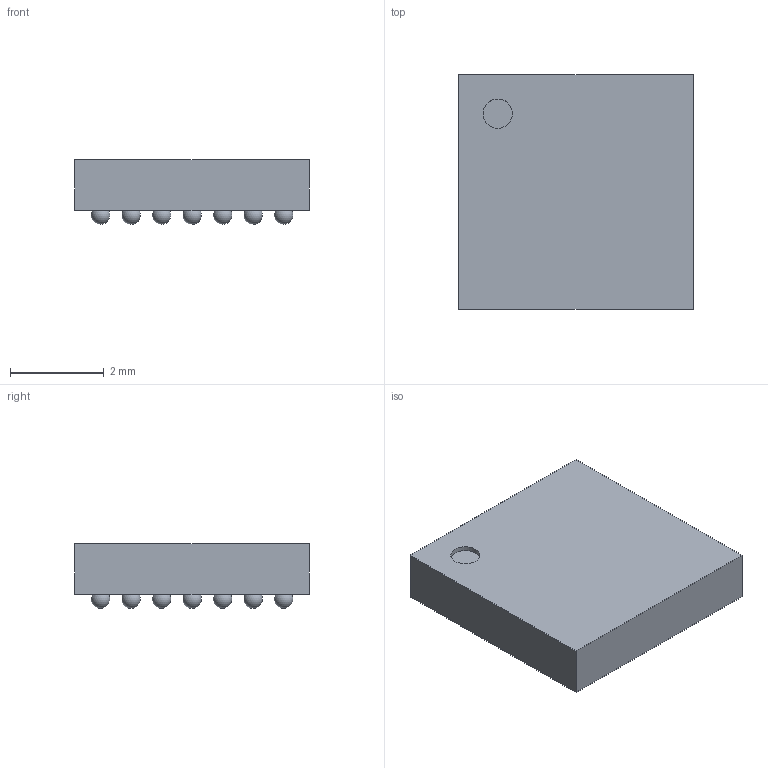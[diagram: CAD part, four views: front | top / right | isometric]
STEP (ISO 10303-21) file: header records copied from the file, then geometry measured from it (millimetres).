
FILE_DESCRIPTION(('Open CASCADE Model'),'2;1');
FILE_NAME('Open CASCADE Shape Model','2024-04-10T06:42:38',('Author'),( 'Open CASCADE'),'Open CASCADE STEP processor 7.5','Open CASCADE 7.5' ,'Unknown');
FILE_SCHEMA(('AUTOMOTIVE_DESIGN { 1 0 10303 214 1 1 1 1 }'));
Length unit declared in the file: millimetre
Products named in the file (5): BGA49.step; Open CASCADE STEP translator 7.5 14.1; Body; Open CASCADE STEP translator 7.5 14.2.1; ball
Assembly tree (52 placements, depth 3):
  BGA49.step
    Open CASCADE STEP translator 7.5 14.1
    Body
      Open CASCADE STEP translator 7.5 14.2.1
    ball  x49
Bounding box: 5 x 5 x 1.38 mm (x, y, z)
Volume: 28.6 mm3; surface area: 96.7 mm2
Topology: 50 solids, 51 shells, 58 faces, 163 edges, 109 vertices
Faces by surface type: sphere 49, plane 8, cylinder 1
Full cylindrical faces by diameter (mm): 0.625 x1
Entity records: 933 total; most frequent: DIRECTION 176, CARTESIAN_POINT 122, AXIS2_PLACEMENT_3D 66, PRODUCT_DEFINITION_SHAPE 57, CONTEXT_DEPENDENT_SHAPE_REPRESENTATION 52, ITEM_DEFINED_TRANSFORMATION 52, NEXT_ASSEMBLY_USAGE_OCCURRENCE 52, LINE 41
